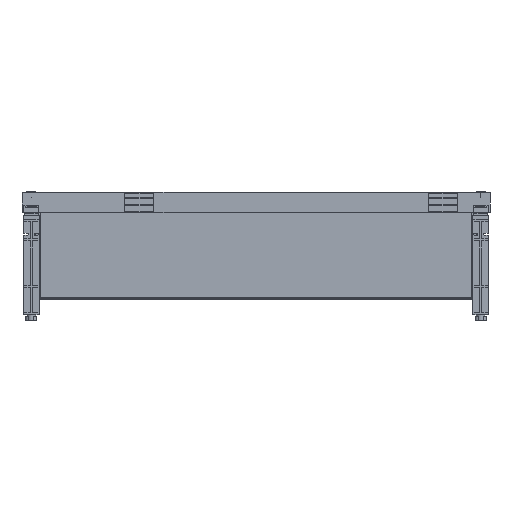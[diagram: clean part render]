
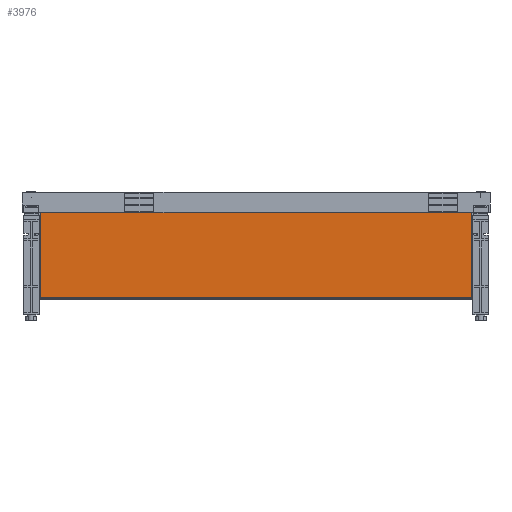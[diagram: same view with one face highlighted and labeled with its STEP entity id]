
A CAD part, front view. The second image highlights one B-rep face of the part: STEP entity #3976.
In plain terms, the highlighted planar face has unit normal (0, -1, 0).
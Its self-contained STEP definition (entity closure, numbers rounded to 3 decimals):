
#3976=ADVANCED_FACE('',(#9345),#9346,.T.);
#9345=FACE_OUTER_BOUND('',#16044,.T.);
#9346=PLANE('',#16045);
#16044=EDGE_LOOP('',(#27459,#27460,#27461,#27462,#27463,#27464,#27465,#27466,#27467,#27468,#27469,#27470));
#16045=AXIS2_PLACEMENT_3D('',#27471,#27472,#27473);
#27459=ORIENTED_EDGE('',*,*,#43292,.T.);
#27460=ORIENTED_EDGE('',*,*,#43243,.T.);
#27461=ORIENTED_EDGE('',*,*,#43299,.T.);
#27462=ORIENTED_EDGE('',*,*,#43186,.T.);
#27463=ORIENTED_EDGE('',*,*,#43298,.T.);
#27464=ORIENTED_EDGE('',*,*,#43313,.F.);
#27465=ORIENTED_EDGE('',*,*,#43264,.T.);
#27466=ORIENTED_EDGE('',*,*,#43219,.T.);
#27467=ORIENTED_EDGE('',*,*,#43272,.T.);
#27468=ORIENTED_EDGE('',*,*,#43144,.T.);
#27469=ORIENTED_EDGE('',*,*,#43271,.T.);
#27470=ORIENTED_EDGE('',*,*,#43290,.T.);
#27471=CARTESIAN_POINT('',(19.85,34.25,74.55));
#27472=DIRECTION('',(0.0,-1.0,0.0));
#27473=DIRECTION('',(0.0,0.0,-1.0));
#43144=EDGE_CURVE('',#52548,#52556,#52558,.T.);
#43186=EDGE_CURVE('',#52604,#52620,#52622,.T.);
#43219=EDGE_CURVE('',#52666,#52538,#52671,.T.);
#43243=EDGE_CURVE('',#52693,#52614,#52697,.T.);
#43264=EDGE_CURVE('',#52721,#52666,#52722,.T.);
#43271=EDGE_CURVE('',#52556,#52732,#52734,.T.);
#43272=EDGE_CURVE('',#52538,#52548,#52735,.T.);
#43290=EDGE_CURVE('',#52732,#52758,#52760,.T.);
#43292=EDGE_CURVE('',#52758,#52693,#52762,.T.);
#43298=EDGE_CURVE('',#52620,#52771,#52773,.T.);
#43299=EDGE_CURVE('',#52614,#52604,#52774,.T.);
#43313=EDGE_CURVE('',#52721,#52771,#52792,.T.);
#52538=VERTEX_POINT('',#66405);
#52548=VERTEX_POINT('',#66420);
#52556=VERTEX_POINT('',#66432);
#52558=LINE('',#66435,#66436);
#52604=VERTEX_POINT('',#66504);
#52614=VERTEX_POINT('',#66519);
#52620=VERTEX_POINT('',#66528);
#52622=LINE('',#66531,#66532);
#52666=VERTEX_POINT('',#66597);
#52671=LINE('',#66605,#66606);
#52693=VERTEX_POINT('',#66639);
#52697=LINE('',#66645,#66646);
#52721=VERTEX_POINT('',#66678);
#52722=LINE('',#66679,#66680);
#52732=VERTEX_POINT('',#66692);
#52734=LINE('',#66694,#66695);
#52735=LINE('',#66696,#66697);
#52758=VERTEX_POINT('',#66726);
#52760=LINE('',#66728,#66729);
#52762=LINE('',#66731,#66732);
#52771=VERTEX_POINT('',#66743);
#52773=LINE('',#66745,#66746);
#52774=LINE('',#66747,#66748);
#52792=LINE('',#66773,#66774);
#66405=CARTESIAN_POINT('',(19.85,34.25,119.3));
#66420=CARTESIAN_POINT('',(19.85,34.25,91.3));
#66432=CARTESIAN_POINT('',(19.85,34.25,87.3));
#66435=CARTESIAN_POINT('',(19.85,34.25,124.55));
#66436=VECTOR('',#80357,1.0);
#66504=CARTESIAN_POINT('',(480.15,34.25,119.3));
#66519=CARTESIAN_POINT('',(480.15,34.25,91.3));
#66528=CARTESIAN_POINT('',(480.15,34.25,123.3));
#66531=CARTESIAN_POINT('',(480.15,34.25,124.55));
#66532=VECTOR('',#80389,1.0);
#66597=CARTESIAN_POINT('',(19.85,34.25,123.3));
#66605=CARTESIAN_POINT('',(19.85,34.25,124.55));
#66606=VECTOR('',#80414,1.0);
#66639=CARTESIAN_POINT('',(480.15,34.25,87.3));
#66645=CARTESIAN_POINT('',(480.15,34.25,124.55));
#66646=VECTOR('',#80428,1.0);
#66678=CARTESIAN_POINT('',(19.85,34.25,124.55));
#66679=CARTESIAN_POINT('',(19.85,34.25,124.55));
#66680=VECTOR('',#80452,1.0);
#66692=CARTESIAN_POINT('',(19.85,34.25,24.55));
#66694=CARTESIAN_POINT('',(19.85,34.25,124.55));
#66695=VECTOR('',#80467,1.0);
#66696=CARTESIAN_POINT('',(19.85,34.25,124.55));
#66697=VECTOR('',#80468,1.0);
#66726=CARTESIAN_POINT('',(480.15,34.25,24.55));
#66728=CARTESIAN_POINT('',(19.85,34.25,24.55));
#66729=VECTOR('',#80499,1.0);
#66731=CARTESIAN_POINT('',(480.15,34.25,124.55));
#66732=VECTOR('',#80500,1.0);
#66743=CARTESIAN_POINT('',(480.15,34.25,124.55));
#66745=CARTESIAN_POINT('',(480.15,34.25,124.55));
#66746=VECTOR('',#80512,1.0);
#66747=CARTESIAN_POINT('',(480.15,34.25,124.55));
#66748=VECTOR('',#80513,1.0);
#66773=CARTESIAN_POINT('',(19.85,34.25,124.55));
#66774=VECTOR('',#80527,1.0);
#80357=DIRECTION('',(0.0,0.0,-1.0));
#80389=DIRECTION('',(0.0,0.0,1.0));
#80414=DIRECTION('',(0.0,0.0,-1.0));
#80428=DIRECTION('',(0.0,0.0,1.0));
#80452=DIRECTION('',(0.0,0.0,-1.0));
#80467=DIRECTION('',(0.0,0.0,-1.0));
#80468=DIRECTION('',(0.0,0.0,-1.0));
#80499=DIRECTION('',(1.0,0.0,0.0));
#80500=DIRECTION('',(0.0,0.0,1.0));
#80512=DIRECTION('',(0.0,0.0,1.0));
#80513=DIRECTION('',(0.0,0.0,1.0));
#80527=DIRECTION('',(1.0,0.0,0.0));
